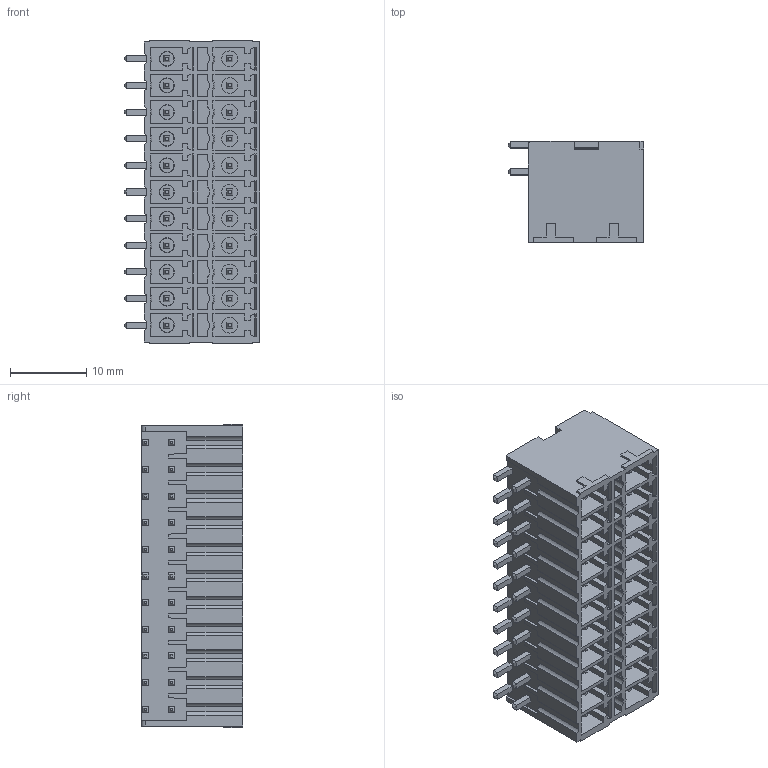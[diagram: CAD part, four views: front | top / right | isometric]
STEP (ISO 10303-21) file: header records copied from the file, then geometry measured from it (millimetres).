
FILE_DESCRIPTION((''),'2;1');
FILE_NAME('TLPHDC-007R-1','2024-09-14T10:21:47',('sheji109'),(''),'CREO PARAMETRIC BY PTC INC, 2018100','CREO PARAMETRIC BY PTC INC, 2018100','');
FILE_SCHEMA(('AUTOMOTIVE_DESIGN { 1 0 10303 214 1 1 1 1 }'));
Length unit declared in the file: millimetre
Products named in the file (1): TLPHDC-007R-1
Bounding box: 17.8 x 13.3 x 39.9 mm (x, y, z)
Volume: 5404.8 mm3; surface area: 7026.7 mm2
Topology: 1 solids, 1 shells, 1219 faces, 3178 edges, 2060 vertices
Faces by surface type: plane 1085, cylinder 90, cone 44
Entity records: 36800 total; most frequent: CARTESIAN_POINT 6683, ORIENTED_EDGE 6356, DIRECTION 5814, EDGE_CURVE 3178, VECTOR 2888, LINE 2888, VERTEX_POINT 2060, AXIS2_PLACEMENT_3D 1463
